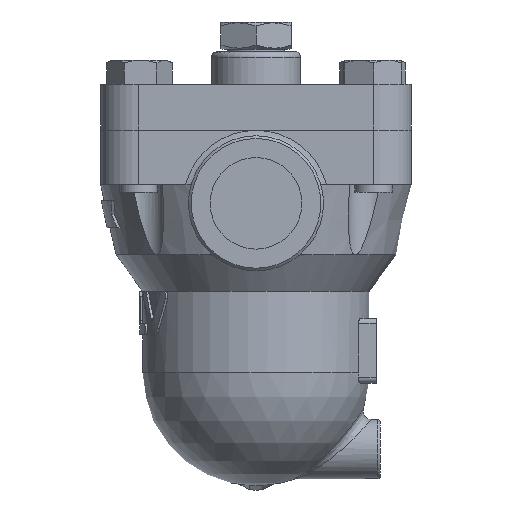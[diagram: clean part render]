
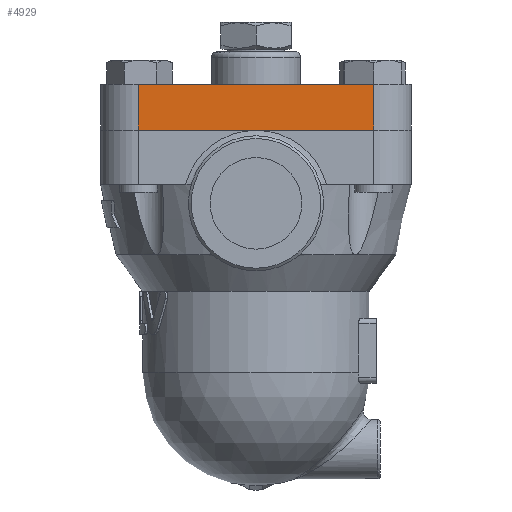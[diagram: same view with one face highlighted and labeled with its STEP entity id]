
A CAD part, left-side view. The second image highlights one B-rep face of the part: STEP entity #4929.
In plain terms, the highlighted planar face has unit normal (-1, 0, 0).
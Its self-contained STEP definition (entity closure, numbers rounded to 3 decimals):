
#4774=CARTESIAN_POINT('',(-57.5,-43.5,0.1));
#4775=VERTEX_POINT('',#4774);
#4783=CARTESIAN_POINT('',(-57.5,43.5,0.1));
#4784=VERTEX_POINT('',#4783);
#4785=CARTESIAN_POINT('',(-57.5,43.5,0.1));
#4786=DIRECTION('',(0.0,-1.0,0.0));
#4787=VECTOR('',#4786,87.0);
#4788=LINE('',#4785,#4787);
#4789=EDGE_CURVE('',#4784,#4775,#4788,.T.);
#4881=CARTESIAN_POINT('',(-57.5,-43.5,17.1));
#4882=VERTEX_POINT('',#4881);
#4890=CARTESIAN_POINT('',(-57.5,-43.5,0.1));
#4891=DIRECTION('',(0.0,0.0,1.0));
#4892=VECTOR('',#4891,17.0);
#4893=LINE('',#4890,#4892);
#4894=EDGE_CURVE('',#4775,#4882,#4893,.T.);
#4906=CARTESIAN_POINT('',(-57.5,0.0,0.1));
#4907=DIRECTION('',(-1.0,0.0,0.0));
#4908=DIRECTION('',(0.0,0.0,1.0));
#4909=AXIS2_PLACEMENT_3D('',#4906,#4907,#4908);
#4910=PLANE('',#4909);
#4911=CARTESIAN_POINT('',(-57.5,43.5,17.1));
#4912=VERTEX_POINT('',#4911);
#4913=CARTESIAN_POINT('',(-57.5,-43.5,17.1));
#4914=DIRECTION('',(0.0,1.0,0.0));
#4915=VECTOR('',#4914,87.0);
#4916=LINE('',#4913,#4915);
#4917=EDGE_CURVE('',#4882,#4912,#4916,.T.);
#4918=ORIENTED_EDGE('',*,*,#4917,.T.);
#4919=CARTESIAN_POINT('',(-57.5,43.5,0.1));
#4920=DIRECTION('',(0.0,0.0,1.0));
#4921=VECTOR('',#4920,17.0);
#4922=LINE('',#4919,#4921);
#4923=EDGE_CURVE('',#4784,#4912,#4922,.T.);
#4924=ORIENTED_EDGE('',*,*,#4923,.F.);
#4925=ORIENTED_EDGE('',*,*,#4789,.T.);
#4926=ORIENTED_EDGE('',*,*,#4894,.T.);
#4927=EDGE_LOOP('',(#4918,#4924,#4925,#4926));
#4928=FACE_OUTER_BOUND('',#4927,.T.);
#4929=ADVANCED_FACE('',(#4928),#4910,.T.);
